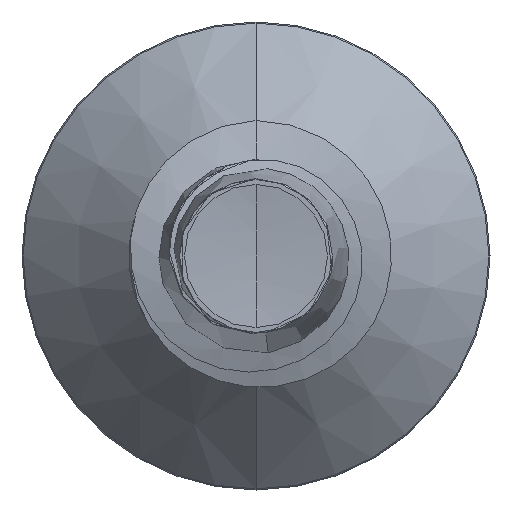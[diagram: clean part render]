
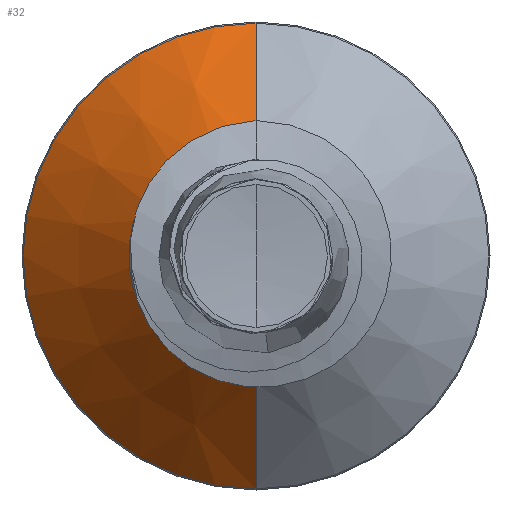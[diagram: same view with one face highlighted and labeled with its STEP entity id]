
A CAD part, front view. The second image highlights one B-rep face of the part: STEP entity #32.
In plain terms, the highlighted conical face has half-angle 45 degrees and reference radius 1.034 mm.
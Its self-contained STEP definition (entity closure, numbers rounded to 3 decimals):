
#32 = ADVANCED_FACE ( 'NONE', ( #1496 ), #5338, .T. ) ;
#73 = CARTESIAN_POINT ( 'NONE',  ( 0., 1.034, 1.034 ) ) ;
#92 = DIRECTION ( 'NONE',  ( 0., 1., 0. ) ) ;
#473 = ORIENTED_EDGE ( 'NONE', *, *, #2745, .F. ) ;
#812 = CARTESIAN_POINT ( 'NONE',  ( 0., 1.034, -1.034 ) ) ;
#1226 = LINE ( 'NONE', #73, #3283 ) ;
#1456 = VERTEX_POINT ( 'NONE', #6457 ) ;
#1476 = DIRECTION ( 'NONE',  ( 0., 1., 0. ) ) ;
#1496 = FACE_OUTER_BOUND ( 'NONE', #7467, .T. ) ;
#1959 = LINE ( 'NONE', #4853, #4013 ) ;
#1980 = ORIENTED_EDGE ( 'NONE', *, *, #3356, .T. ) ;
#2245 = CARTESIAN_POINT ( 'NONE',  ( 0., 1.89, 0. ) ) ;
#2745 = EDGE_CURVE ( 'NONE', #8622, #1456, #1959, .T. ) ;
#2861 = VERTEX_POINT ( 'NONE', #5679 ) ;
#2966 = CARTESIAN_POINT ( 'NONE',  ( 0., 1.034, 0. ) ) ;
#3037 = DIRECTION ( 'NONE',  ( 0., 0., 1. ) ) ;
#3146 = CARTESIAN_POINT ( 'NONE',  ( 0., 1.89, 1.89 ) ) ;
#3230 = AXIS2_PLACEMENT_3D ( 'NONE', #4690, #92, #5463 ) ;
#3283 = VECTOR ( 'NONE', #6939, 1000. ) ;
#3356 = EDGE_CURVE ( 'NONE', #8622, #2861, #8945, .T. ) ;
#3759 = DIRECTION ( 'NONE',  ( 0., 0., 1. ) ) ;
#3950 = VERTEX_POINT ( 'NONE', #3146 ) ;
#4013 = VECTOR ( 'NONE', #9489, 1000. ) ;
#4260 = ORIENTED_EDGE ( 'NONE', *, *, #4283, .T. ) ;
#4283 = EDGE_CURVE ( 'NONE', #2861, #3950, #1226, .T. ) ;
#4690 = CARTESIAN_POINT ( 'NONE',  ( 0., 1.034, 0. ) ) ;
#4811 = EDGE_CURVE ( 'NONE', #1456, #3950, #9303, .T. ) ;
#4853 = CARTESIAN_POINT ( 'NONE',  ( 0., 1.034, -1.034 ) ) ;
#5338 = CONICAL_SURFACE ( 'NONE', #9294, 1.034, 0.785 ) ;
#5463 = DIRECTION ( 'NONE',  ( 0., 0., 1. ) ) ;
#5679 = CARTESIAN_POINT ( 'NONE',  ( 0., 1.034, 1.034 ) ) ;
#6457 = CARTESIAN_POINT ( 'NONE',  ( 0., 1.89, -1.89 ) ) ;
#6939 = DIRECTION ( 'NONE',  ( 0., 0.707, 0.707 ) ) ;
#7467 = EDGE_LOOP ( 'NONE', ( #473, #1980, #4260, #9846 ) ) ;
#7641 = DIRECTION ( 'NONE',  ( 0., 1., 0. ) ) ;
#8460 = AXIS2_PLACEMENT_3D ( 'NONE', #2245, #7641, #3037 ) ;
#8622 = VERTEX_POINT ( 'NONE', #812 ) ;
#8945 = CIRCLE ( 'NONE', #3230, 1.034 ) ;
#9294 = AXIS2_PLACEMENT_3D ( 'NONE', #2966, #1476, #3759 ) ;
#9303 = CIRCLE ( 'NONE', #8460, 1.89 ) ;
#9489 = DIRECTION ( 'NONE',  ( 0., 0.707, -0.707 ) ) ;
#9846 = ORIENTED_EDGE ( 'NONE', *, *, #4811, .F. ) ;
